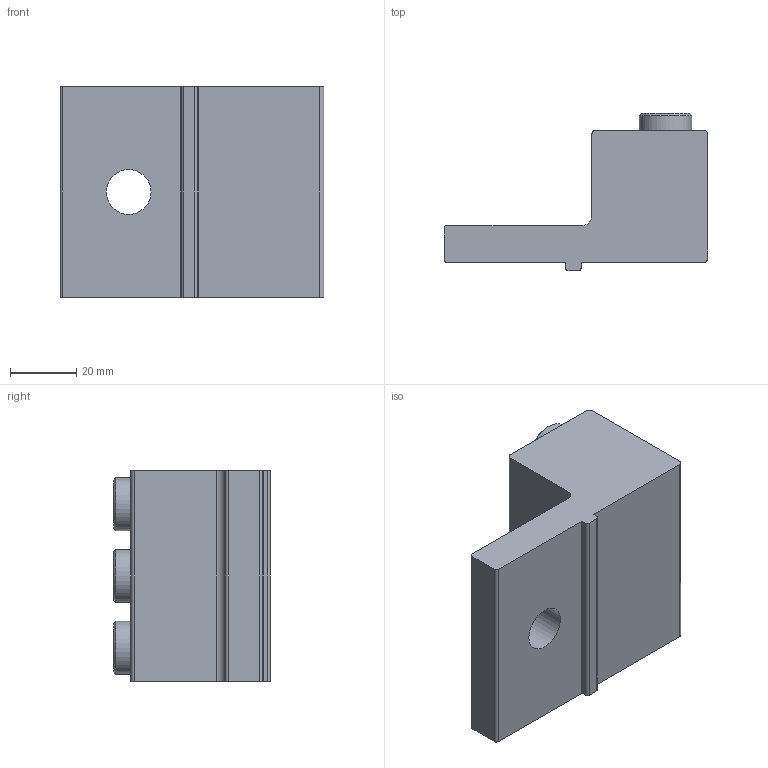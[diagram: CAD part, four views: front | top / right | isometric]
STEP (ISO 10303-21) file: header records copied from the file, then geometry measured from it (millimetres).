
FILE_DESCRIPTION(/* description */ (''),/* implementation_level */ '2;1');
FILE_NAME(/* name */ '3S250TP-Assembly.stp',/* time_stamp */ '2016-02-05T13:01:13-05:00',/* author */ ('tsmith'),/* organization */ (''),/* preprocessor_version */ 'ST-DEVELOPER v15.6',/* originating_system */ 'Autodesk Inventor 2015',/* authorisation */ '');
FILE_SCHEMA (('AUTOMOTIVE_DESIGN { 1 0 10303 214 3 1 1 }'));
Length unit declared in the file: inch
Products named in the file (3): 3S250TP; 14237; 3S250TP-Assembly
Assembly tree (4 placements, depth 2):
  3S250TP-Assembly
    3S250TP
    14237  x3
Bounding box: 79.38 x 47.19 x 63.5 mm (x, y, z)
Volume: 105525.4 mm3; surface area: 28437.4 mm2
Topology: 4 solids, 4 shells, 89 faces, 220 edges, 142 vertices
Faces by surface type: plane 36, cylinder 26, cone 24, sphere 3
Full cylindrical faces by diameter (mm): 13.462 x1, 14.351 x3, 15.875 x6
Entity records: 1940 total; most frequent: CARTESIAN_POINT 526, DIRECTION 288, ORIENTED_EDGE 242, EDGE_CURVE 121, AXIS2_PLACEMENT_3D 118, EDGE_LOOP 98, VERTEX_POINT 89, FACE_OUTER_BOUND 63
